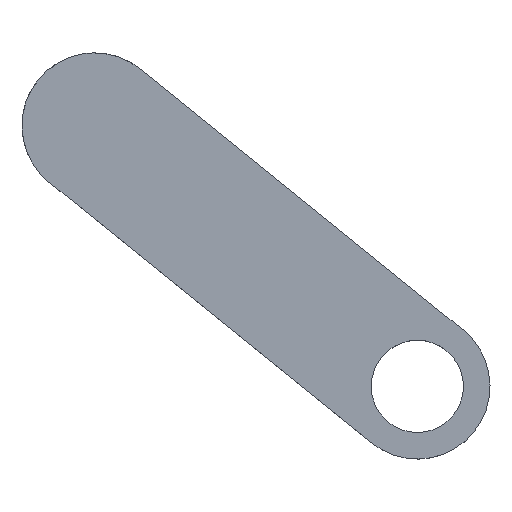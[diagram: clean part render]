
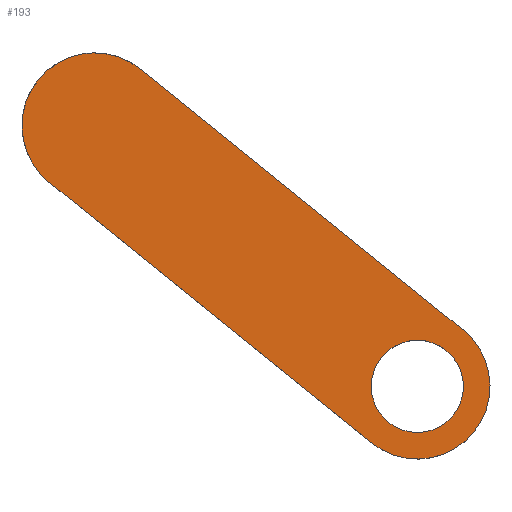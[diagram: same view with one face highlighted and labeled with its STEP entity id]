
A CAD part, top view. The second image highlights one B-rep face of the part: STEP entity #193.
In plain terms, the highlighted planar face has unit normal (0, 0, 1).
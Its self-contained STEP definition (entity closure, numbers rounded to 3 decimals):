
#2 = CARTESIAN_POINT ( 'NONE',  ( 194.991, -56.58, 20. ) ) ;
#11 = ORIENTED_EDGE ( 'NONE', *, *, #254, .T. ) ;
#12 = CARTESIAN_POINT ( 'NONE',  ( 204.991, -56.58, 20. ) ) ;
#25 = LINE ( 'NONE', #52, #232 ) ;
#32 = CARTESIAN_POINT ( 'NONE',  ( 185.082, -68.837, 20. ) ) ;
#48 = CARTESIAN_POINT ( 'NONE',  ( 204.9, -44.322, 20. ) ) ;
#52 = CARTESIAN_POINT ( 'NONE',  ( 115.091, -12.258, 20. ) ) ;
#60 = ORIENTED_EDGE ( 'NONE', *, *, #133, .T. ) ;
#74 = CARTESIAN_POINT ( 'NONE',  ( 134.909, 12.258, 20. ) ) ;
#76 = DIRECTION ( 'NONE',  ( 1., 0., 0. ) ) ;
#78 = DIRECTION ( 'NONE',  ( 0.778, -0.629, 0. ) ) ;
#80 = CIRCLE ( 'NONE', #188, 15.762 ) ;
#81 = VERTEX_POINT ( 'NONE', #12 ) ;
#96 = EDGE_CURVE ( 'NONE', #81, #81, #263, .T. ) ;
#98 = CARTESIAN_POINT ( 'NONE',  ( 134.909, 12.258, 20. ) ) ;
#112 = DIRECTION ( 'NONE',  ( 0., 0., 1. ) ) ;
#113 = CARTESIAN_POINT ( 'NONE',  ( 125., 0., 20. ) ) ;
#132 = FACE_BOUND ( 'NONE', #288, .T. ) ;
#133 = EDGE_CURVE ( 'NONE', #262, #149, #80, .T. ) ;
#136 = CARTESIAN_POINT ( 'NONE',  ( 115.091, -12.258, 20. ) ) ;
#138 = DIRECTION ( 'NONE',  ( 0., 0., 1. ) ) ;
#141 = VERTEX_POINT ( 'NONE', #98 ) ;
#149 = VERTEX_POINT ( 'NONE', #48 ) ;
#158 = DIRECTION ( 'NONE',  ( 1., 0., 0. ) ) ;
#159 = DIRECTION ( 'NONE',  ( -0.778, 0.629, 0. ) ) ;
#161 = CARTESIAN_POINT ( 'NONE',  ( 194.991, -56.58, 20. ) ) ;
#166 = ORIENTED_EDGE ( 'NONE', *, *, #249, .T. ) ;
#176 = EDGE_CURVE ( 'NONE', #149, #141, #204, .T. ) ;
#181 = AXIS2_PLACEMENT_3D ( 'NONE', #161, #138, #248 ) ;
#188 = AXIS2_PLACEMENT_3D ( 'NONE', #2, #207, #76 ) ;
#192 = VERTEX_POINT ( 'NONE', #136 ) ;
#193 = ADVANCED_FACE ( 'NONE', ( #132, #229 ), #226, .T. ) ;
#204 = LINE ( 'NONE', #74, #240 ) ;
#207 = DIRECTION ( 'NONE',  ( 0., 0., 1. ) ) ;
#212 = ORIENTED_EDGE ( 'NONE', *, *, #96, .F. ) ;
#217 = EDGE_LOOP ( 'NONE', ( #11, #166, #60, #242 ) ) ;
#224 = DIRECTION ( 'NONE',  ( 0., 0., 1. ) ) ;
#226 = PLANE ( 'NONE',  #234 ) ;
#229 = FACE_OUTER_BOUND ( 'NONE', #217, .T. ) ;
#232 = VECTOR ( 'NONE', #78, 1000. ) ;
#234 = AXIS2_PLACEMENT_3D ( 'NONE', #292, #224, #158 ) ;
#240 = VECTOR ( 'NONE', #159, 1000. ) ;
#242 = ORIENTED_EDGE ( 'NONE', *, *, #176, .T. ) ;
#248 = DIRECTION ( 'NONE',  ( 1., 0., 0. ) ) ;
#249 = EDGE_CURVE ( 'NONE', #192, #262, #25, .T. ) ;
#251 = AXIS2_PLACEMENT_3D ( 'NONE', #113, #112, #294 ) ;
#254 = EDGE_CURVE ( 'NONE', #141, #192, #283, .T. ) ;
#262 = VERTEX_POINT ( 'NONE', #32 ) ;
#263 = CIRCLE ( 'NONE', #181, 10. ) ;
#283 = CIRCLE ( 'NONE', #251, 15.762 ) ;
#288 = EDGE_LOOP ( 'NONE', ( #212 ) ) ;
#292 = CARTESIAN_POINT ( 'NONE',  ( 125., 0., 20. ) ) ;
#294 = DIRECTION ( 'NONE',  ( 1., 0., 0. ) ) ;
